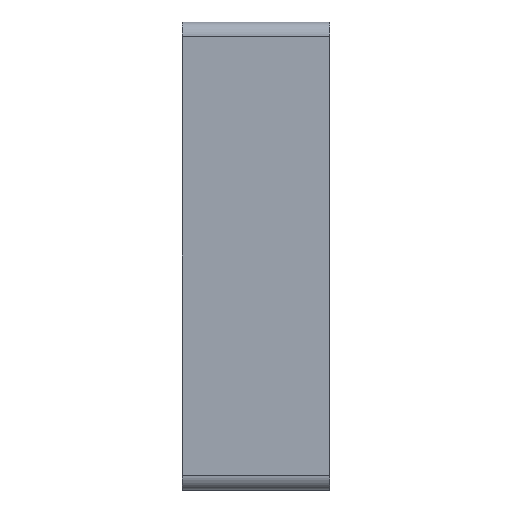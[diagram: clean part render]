
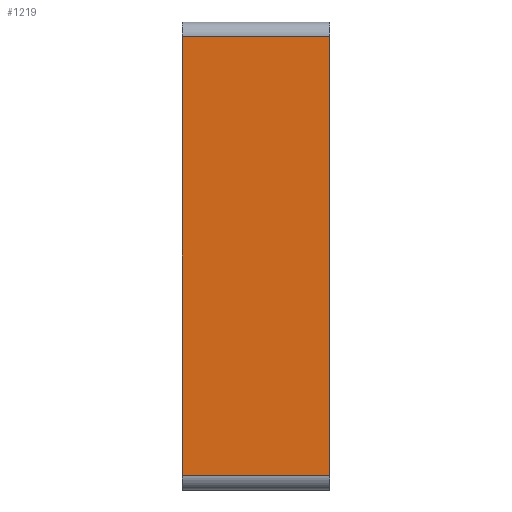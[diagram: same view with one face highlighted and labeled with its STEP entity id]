
A CAD part, left-side view. The second image highlights one B-rep face of the part: STEP entity #1219.
In plain terms, the highlighted planar face has unit normal (-1, 0, 0).
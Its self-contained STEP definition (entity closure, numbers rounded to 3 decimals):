
#55 = DIRECTION ( 'NONE',  ( 0., -1., 0. ) ) ;
#70 = VECTOR ( 'NONE', #118, 1000. ) ;
#106 = EDGE_LOOP ( 'NONE', ( #1852, #618, #1177, #1412 ) ) ;
#115 = VERTEX_POINT ( 'NONE', #1226 ) ;
#118 = DIRECTION ( 'NONE',  ( 0., 0., 1. ) ) ;
#140 = CARTESIAN_POINT ( 'NONE',  ( -62.5, 0., 44.5 ) ) ;
#210 = LINE ( 'NONE', #1747, #70 ) ;
#289 = LINE ( 'NONE', #1283, #604 ) ;
#322 = EDGE_CURVE ( 'NONE', #115, #1642, #289, .T. ) ;
#380 = DIRECTION ( 'NONE',  ( 0., 1., 0. ) ) ;
#498 = DIRECTION ( 'NONE',  ( 0., 0., -1. ) ) ;
#499 = AXIS2_PLACEMENT_3D ( 'NONE', #1280, #1217, #498 ) ;
#604 = VECTOR ( 'NONE', #1857, 1000. ) ;
#618 = ORIENTED_EDGE ( 'NONE', *, *, #1310, .T. ) ;
#666 = EDGE_CURVE ( 'NONE', #1211, #115, #1036, .T. ) ;
#678 = CARTESIAN_POINT ( 'NONE',  ( -62.5, 30., -44.5 ) ) ;
#685 = CARTESIAN_POINT ( 'NONE',  ( -62.5, 30., 44.5 ) ) ;
#742 = CARTESIAN_POINT ( 'NONE',  ( -62.5, 30., -44.5 ) ) ;
#761 = VECTOR ( 'NONE', #380, 1000. ) ;
#877 = LINE ( 'NONE', #685, #761 ) ;
#1021 = VERTEX_POINT ( 'NONE', #1816 ) ;
#1036 = LINE ( 'NONE', #678, #1397 ) ;
#1177 = ORIENTED_EDGE ( 'NONE', *, *, #1389, .F. ) ;
#1211 = VERTEX_POINT ( 'NONE', #742 ) ;
#1217 = DIRECTION ( 'NONE',  ( 1., 0., 0. ) ) ;
#1219 = ADVANCED_FACE ( 'NONE', ( #1220 ), #1279, .F. ) ;
#1220 = FACE_OUTER_BOUND ( 'NONE', #106, .T. ) ;
#1226 = CARTESIAN_POINT ( 'NONE',  ( -62.5, 0., -44.5 ) ) ;
#1279 = PLANE ( 'NONE',  #499 ) ;
#1280 = CARTESIAN_POINT ( 'NONE',  ( -62.5, 30., -47.5 ) ) ;
#1283 = CARTESIAN_POINT ( 'NONE',  ( -62.5, 0., -47.5 ) ) ;
#1310 = EDGE_CURVE ( 'NONE', #1642, #1021, #877, .T. ) ;
#1389 = EDGE_CURVE ( 'NONE', #1211, #1021, #210, .T. ) ;
#1397 = VECTOR ( 'NONE', #55, 1000. ) ;
#1412 = ORIENTED_EDGE ( 'NONE', *, *, #666, .T. ) ;
#1642 = VERTEX_POINT ( 'NONE', #140 ) ;
#1747 = CARTESIAN_POINT ( 'NONE',  ( -62.5, 30., -47.5 ) ) ;
#1816 = CARTESIAN_POINT ( 'NONE',  ( -62.5, 30., 44.5 ) ) ;
#1852 = ORIENTED_EDGE ( 'NONE', *, *, #322, .T. ) ;
#1857 = DIRECTION ( 'NONE',  ( 0., 0., 1. ) ) ;
